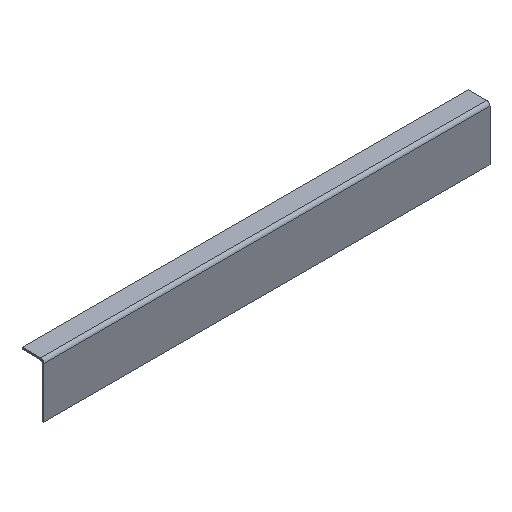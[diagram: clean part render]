
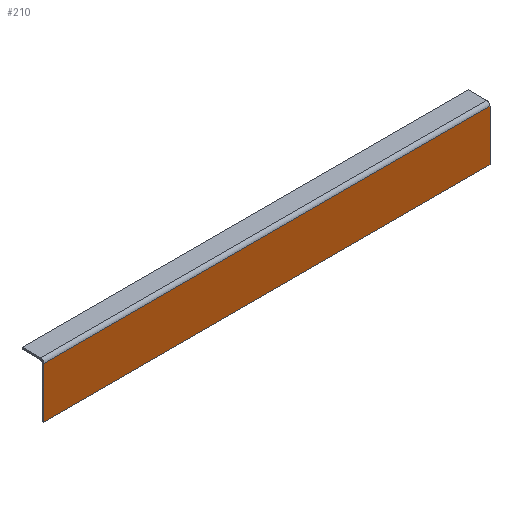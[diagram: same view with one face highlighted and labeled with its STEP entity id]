
A CAD part, isometric view. The second image highlights one B-rep face of the part: STEP entity #210.
In plain terms, the highlighted planar face has unit normal (0, -1, 0).
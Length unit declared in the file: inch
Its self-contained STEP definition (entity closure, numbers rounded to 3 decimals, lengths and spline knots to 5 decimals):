
#22=FACE_OUTER_BOUND('',#36,.T.);
#36=EDGE_LOOP('',(#145,#146,#147,#148));
#51=LINE('',#331,#75);
#53=LINE('',#335,#77);
#54=LINE('',#337,#78);
#55=LINE('',#338,#79);
#75=VECTOR('',#267,39.37008);
#77=VECTOR('',#271,39.37008);
#78=VECTOR('',#272,39.37008);
#79=VECTOR('',#273,39.37008);
#99=VERTEX_POINT('',#328);
#100=VERTEX_POINT('',#330);
#101=VERTEX_POINT('',#334);
#102=VERTEX_POINT('',#336);
#115=EDGE_CURVE('',#99,#100,#51,.T.);
#117=EDGE_CURVE('',#99,#101,#53,.T.);
#118=EDGE_CURVE('',#102,#101,#54,.T.);
#119=EDGE_CURVE('',#100,#102,#55,.T.);
#145=ORIENTED_EDGE('',*,*,#115,.F.);
#146=ORIENTED_EDGE('',*,*,#117,.T.);
#147=ORIENTED_EDGE('',*,*,#118,.F.);
#148=ORIENTED_EDGE('',*,*,#119,.F.);
#198=PLANE('',#244);
#210=ADVANCED_FACE('',(#22),#198,.T.);
#244=AXIS2_PLACEMENT_3D('',#333,#269,#270);
#267=DIRECTION('',(0.,0.,-1.));
#269=DIRECTION('center_axis',(0.,-1.,0.));
#270=DIRECTION('ref_axis',(0.,0.,-1.));
#271=DIRECTION('',(-1.,0.,0.));
#272=DIRECTION('',(0.,0.,1.));
#273=DIRECTION('',(-1.,0.,0.));
#328=CARTESIAN_POINT('',(33.,-0.125,-0.25));
#330=CARTESIAN_POINT('',(33.,-0.125,-4.));
#331=CARTESIAN_POINT('',(33.,-0.125,0.));
#333=CARTESIAN_POINT('Origin',(0.,-0.125,0.));
#334=CARTESIAN_POINT('',(0.,-0.125,-0.25));
#335=CARTESIAN_POINT('',(33.,-0.125,-0.25));
#336=CARTESIAN_POINT('',(0.,-0.125,-4.));
#337=CARTESIAN_POINT('',(0.,-0.125,0.));
#338=CARTESIAN_POINT('',(0.,-0.125,-4.));
